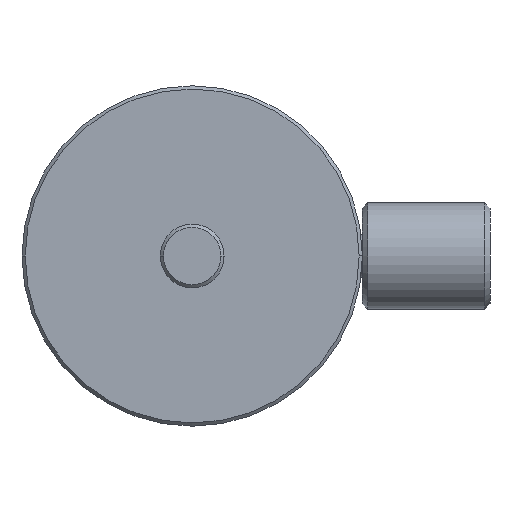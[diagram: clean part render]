
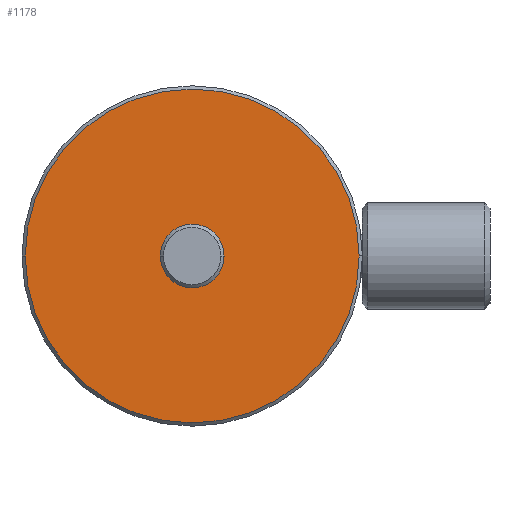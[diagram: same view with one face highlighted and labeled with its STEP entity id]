
A CAD part, front view. The second image highlights one B-rep face of the part: STEP entity #1178.
In plain terms, the highlighted planar face has unit normal (0, -1, 0).
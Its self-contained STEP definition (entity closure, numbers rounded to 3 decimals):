
#181 = ORIENTED_EDGE ( 'NONE', *, *, #975, .T. ) ;
#182 = ORIENTED_EDGE ( 'NONE', *, *, #1080, .T. ) ;
#183 = ORIENTED_EDGE ( 'NONE', *, *, #962, .F. ) ;
#184 = ORIENTED_EDGE ( 'NONE', *, *, #1082, .F. ) ;
#387 = EDGE_LOOP ( 'NONE', ( #183, #184 ) ) ;
#389 = EDGE_LOOP ( 'NONE', ( #181, #182 ) ) ;
#425 = VERTEX_POINT ( 'NONE', #1267 ) ;
#426 = VERTEX_POINT ( 'NONE', #1253 ) ;
#430 = VERTEX_POINT ( 'NONE', #1409 ) ;
#505 = CARTESIAN_POINT ( 'NONE',  ( -16.16, -9.852, 0. ) ) ;
#547 = DIRECTION ( 'NONE',  ( 1., 0., 0. ) ) ;
#548 = DIRECTION ( 'NONE',  ( 0., -1., 0. ) ) ;
#549 = CARTESIAN_POINT ( 'NONE',  ( -2.76, -9.852, 0. ) ) ;
#556 = PLANE ( 'NONE',  #816 ) ;
#694 = AXIS2_PLACEMENT_3D ( 'NONE', #1348, #1330, #1356 ) ;
#699 = AXIS2_PLACEMENT_3D ( 'NONE', #1314, #1333, #1379 ) ;
#709 = FACE_OUTER_BOUND ( 'NONE', #387, .T. ) ;
#799 = FACE_BOUND ( 'NONE', #389, .T. ) ;
#816 = AXIS2_PLACEMENT_3D ( 'NONE', #549, #548, #547 ) ;
#833 = AXIS2_PLACEMENT_3D ( 'NONE', #1481, #1482, #1483 ) ;
#908 = AXIS2_PLACEMENT_3D ( 'NONE', #1397, #1462, #1470 ) ;
#962 = EDGE_CURVE ( 'NONE', #1503, #430, #1085, .T. ) ;
#975 = EDGE_CURVE ( 'NONE', #425, #426, #1079, .T. ) ;
#1067 = CIRCLE ( 'NONE', #699, 15.7 ) ;
#1068 = CIRCLE ( 'NONE', #694, 2.3 ) ;
#1079 = CIRCLE ( 'NONE', #833, 2.3 ) ;
#1080 = EDGE_CURVE ( 'NONE', #426, #425, #1068, .T. ) ;
#1082 = EDGE_CURVE ( 'NONE', #430, #1503, #1067, .T. ) ;
#1085 = CIRCLE ( 'NONE', #908, 15.7 ) ;
#1178 = ADVANCED_FACE ( 'NONE', ( #799, #709 ), #556, .T. ) ;
#1253 = CARTESIAN_POINT ( 'NONE',  ( 1.84, -9.852, 0. ) ) ;
#1267 = CARTESIAN_POINT ( 'NONE',  ( -2.76, -9.852, 0. ) ) ;
#1314 = CARTESIAN_POINT ( 'NONE',  ( -0.46, -9.852, 0. ) ) ;
#1330 = DIRECTION ( 'NONE',  ( 0., 1., 0. ) ) ;
#1333 = DIRECTION ( 'NONE',  ( 0., 1., 0. ) ) ;
#1348 = CARTESIAN_POINT ( 'NONE',  ( -0.46, -9.852, 0. ) ) ;
#1356 = DIRECTION ( 'NONE',  ( -1., 0., 0. ) ) ;
#1379 = DIRECTION ( 'NONE',  ( -1., 0., 0. ) ) ;
#1397 = CARTESIAN_POINT ( 'NONE',  ( -0.46, -9.852, 0. ) ) ;
#1409 = CARTESIAN_POINT ( 'NONE',  ( 15.24, -9.852, 0. ) ) ;
#1462 = DIRECTION ( 'NONE',  ( 0., 1., 0. ) ) ;
#1470 = DIRECTION ( 'NONE',  ( -1., 0., 0. ) ) ;
#1481 = CARTESIAN_POINT ( 'NONE',  ( -0.46, -9.852, 0. ) ) ;
#1482 = DIRECTION ( 'NONE',  ( 0., 1., 0. ) ) ;
#1483 = DIRECTION ( 'NONE',  ( -1., 0., 0. ) ) ;
#1503 = VERTEX_POINT ( 'NONE', #505 ) ;
